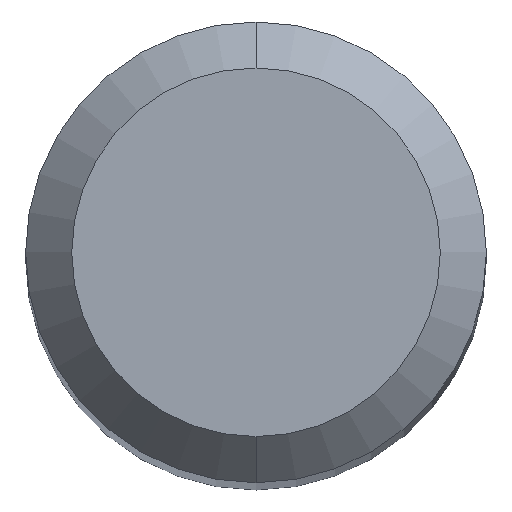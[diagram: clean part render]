
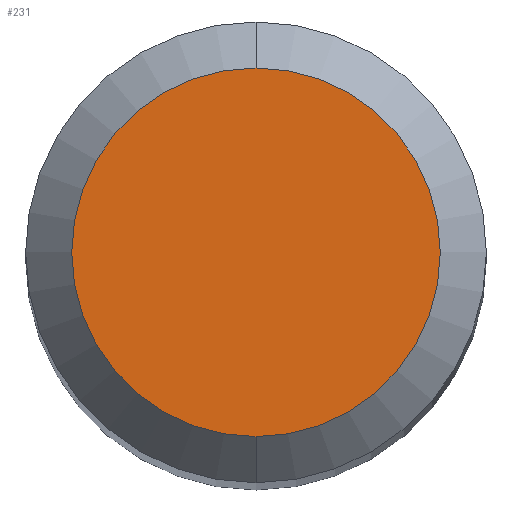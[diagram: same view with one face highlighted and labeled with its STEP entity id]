
A CAD part, top view. The second image highlights one B-rep face of the part: STEP entity #231.
In plain terms, the highlighted planar face has unit normal (0, 0, 1).
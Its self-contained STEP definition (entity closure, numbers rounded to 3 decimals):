
#231=ADVANCED_FACE('',(#542),#543,.T.);
#303=VERTEX_POINT('',#623);
#389=EDGE_CURVE('',#303,#461,#717,.T.);
#423=EDGE_CURVE('',#461,#303,#754,.T.);
#461=VERTEX_POINT('',#798);
#542=FACE_OUTER_BOUND('',#952,.T.);
#543=PLANE('',#953);
#623=CARTESIAN_POINT('',(0.,-1.2,0.0));
#717=CIRCLE('',#1297,1.2);
#754=CIRCLE('',#1360,1.2);
#798=CARTESIAN_POINT('',(0.0,1.2,0.0));
#952=EDGE_LOOP('',(#1497,#1498));
#953=AXIS2_PLACEMENT_3D('',#1499,#1500,#1501);
#1297=AXIS2_PLACEMENT_3D('',#1710,#1711,#1712);
#1360=AXIS2_PLACEMENT_3D('',#1747,#1748,#1749);
#1497=ORIENTED_EDGE('',*,*,#423,.F.);
#1498=ORIENTED_EDGE('',*,*,#389,.F.);
#1499=CARTESIAN_POINT('',(0.0,0.6,0.0));
#1500=DIRECTION('',(-0.0,0.0,1.0));
#1501=DIRECTION('',(0.0,-1.0,0.0));
#1710=CARTESIAN_POINT('',(0.0,0.0,0.0));
#1711=DIRECTION('',(0.0,0.0,-1.0));
#1712=DIRECTION('',(0.0,1.0,0.0));
#1747=CARTESIAN_POINT('',(0.0,0.0,0.0));
#1748=DIRECTION('',(0.0,0.0,-1.0));
#1749=DIRECTION('',(0.0,1.0,0.0));
